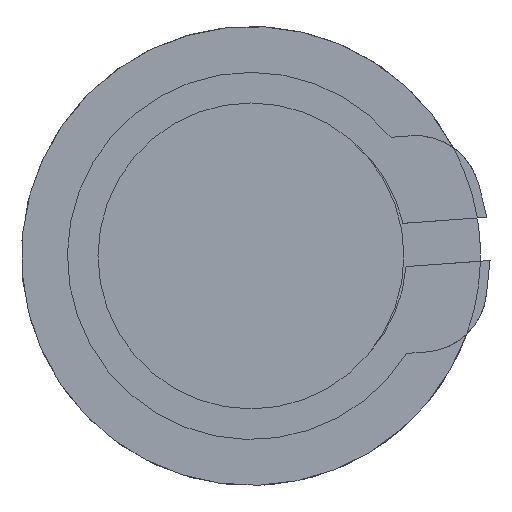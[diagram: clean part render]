
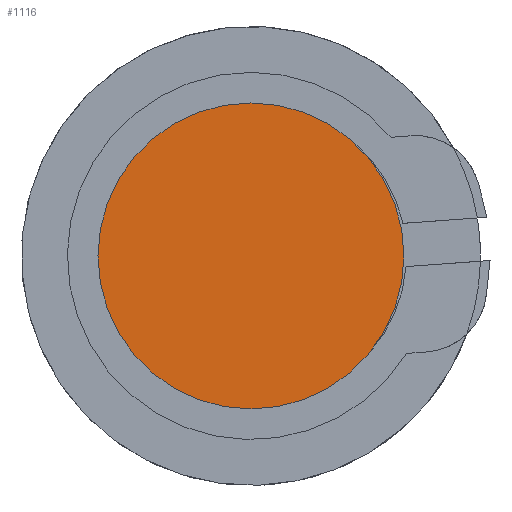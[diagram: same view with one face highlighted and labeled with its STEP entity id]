
A CAD part, front view. The second image highlights one B-rep face of the part: STEP entity #1116.
In plain terms, the highlighted planar face has unit normal (0, -1, 0).
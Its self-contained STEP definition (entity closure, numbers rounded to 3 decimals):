
#147=ORIENTED_EDGE('',*,*,#363,.F.);
#363=EDGE_CURVE('',#471,#471,#543,.T.);
#471=VERTEX_POINT('',#1546);
#543=CIRCLE('',#1173,6.);
#597=EDGE_LOOP('',(#147));
#661=FACE_BOUND('',#597,.T.);
#725=PLANE('',#1172);
#1116=ADVANCED_FACE('',(#661),#725,.F.);
#1172=AXIS2_PLACEMENT_3D('',#1544,#1279,#1280);
#1173=AXIS2_PLACEMENT_3D('',#1545,#1281,#1282);
#1279=DIRECTION('',(0.,1.,0.));
#1280=DIRECTION('',(0.,0.,1.));
#1281=DIRECTION('',(0.,1.,0.));
#1282=DIRECTION('',(1.,0.,0.));
#1544=CARTESIAN_POINT('',(0.,-75.,0.));
#1545=CARTESIAN_POINT('',(0.,-75.,0.));
#1546=CARTESIAN_POINT('',(6.,-75.,0.));
